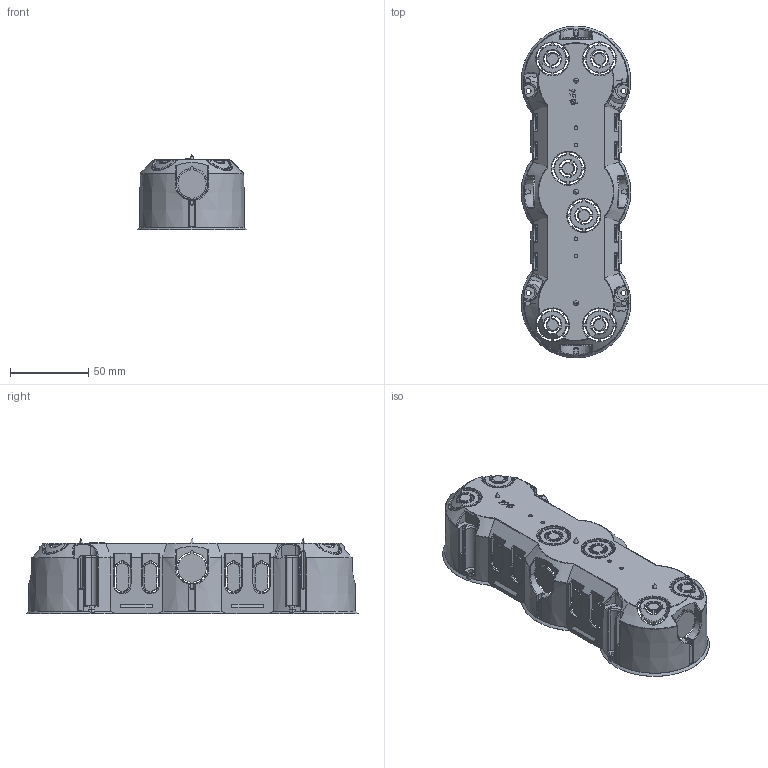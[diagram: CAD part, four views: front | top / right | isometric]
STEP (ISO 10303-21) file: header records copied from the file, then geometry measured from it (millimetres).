
FILE_DESCRIPTION(('STEP AP203'),'1');
FILE_NAME('UKG30-212-070-045-M.step','2021-12-10T08:08:38',(' '),(' '),'Spatial InterOp 3D',' ',' ');
FILE_SCHEMA(('CONFIG_CONTROL_DESIGN'));
Length unit declared in the file: millimetre
Products named in the file (1): 1
Bounding box: 70 x 212 x 48.22 mm (x, y, z)
Volume: 59985 mm3; surface area: 81927.4 mm2
Topology: 1 solids, 1 shells, 1834 faces, 5302 edges, 3355 vertices
Faces by surface type: plane 740, cylinder 535, bspline 366, cone 193
Full cylindrical faces by diameter (mm): 2.4 x2
Entity records: 75082 total; most frequent: CARTESIAN_POINT 31598, ORIENTED_EDGE 10572, DIRECTION 7241, EDGE_CURVE 5286, VERTEX_POINT 3355, LINE 2527, VECTOR 2527, AXIS2_PLACEMENT_3D 2357
